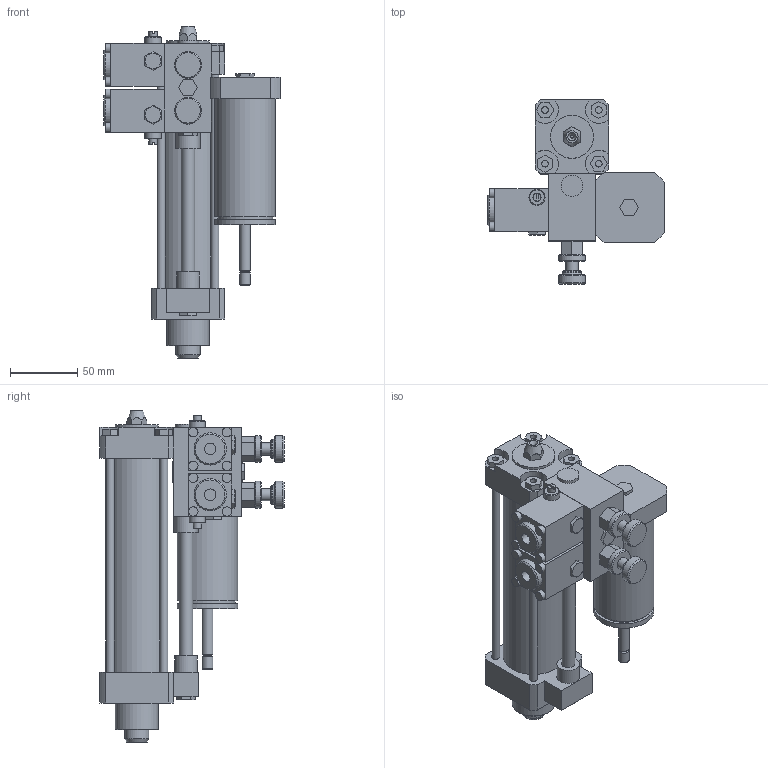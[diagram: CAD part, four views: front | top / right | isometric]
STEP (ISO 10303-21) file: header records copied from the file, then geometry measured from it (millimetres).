
FILE_DESCRIPTION(/* description */ ('Unknown'),/* implementation_level */ '2;1');
FILE_NAME(/* name */ '1400.40.125.03.04',/* time_stamp */ '2018-09-18T14:20:54-04:00',/* author */ ('Unknown'),/* organization */ ('Unknown'),/* preprocessor_version */ 'ST-DEVELOPER v16.7',/* originating_system */ 'DEX',/* authorisation */ $);
FILE_SCHEMA (('AUTOMOTIVE_DESIGN {1 0 10303 214 3 1 1}'));
Length unit declared in the file: millimetre
Products named in the file (8): 1400.40.100.03.04; 1400400100D; STELO  C 100; CORPO DR  C100; REGOLATORE DR 1_0; REGOLATORE DR 2_0; VAL SK NA SX_0; VAL SK NA DX_0
Assembly tree (7 placements, depth 2):
  1400.40.100.03.04
    1400400100D
    STELO  C 100
    CORPO DR  C100
    REGOLATORE DR 1_0
    REGOLATORE DR 2_0
    VAL SK NA SX_0
    VAL SK NA DX_0
Bounding box: 131 x 137 x 247 mm (x, y, z)
Volume: 890751.3 mm3; surface area: 135858.1 mm2
Topology: 7 solids, 7 shells, 318 faces, 713 edges, 459 vertices
Faces by surface type: plane 219, cylinder 72, cone 25, torus 2
Full cylindrical faces by diameter (mm): 2 x5, 4.917 x8, 6 x6, 7 x8, 8 x2, 8.376 x1, 8.566 x2, 9 x2, 10 x1, 12 x2, 14 x2, 16 x1, 17 x1, 18 x3, 20 x4, 24 x2, 32 x2, 41 x1, 45 x3
Entity records: 10590 total; most frequent: CARTESIAN_POINT 1448, DIRECTION 1447, ORIENTED_EDGE 1232, EDGE_CURVE 616, AXIS2_PLACEMENT_3D 535, FACE_BOUND 460, EDGE_LOOP 459, VERTEX_POINT 446
